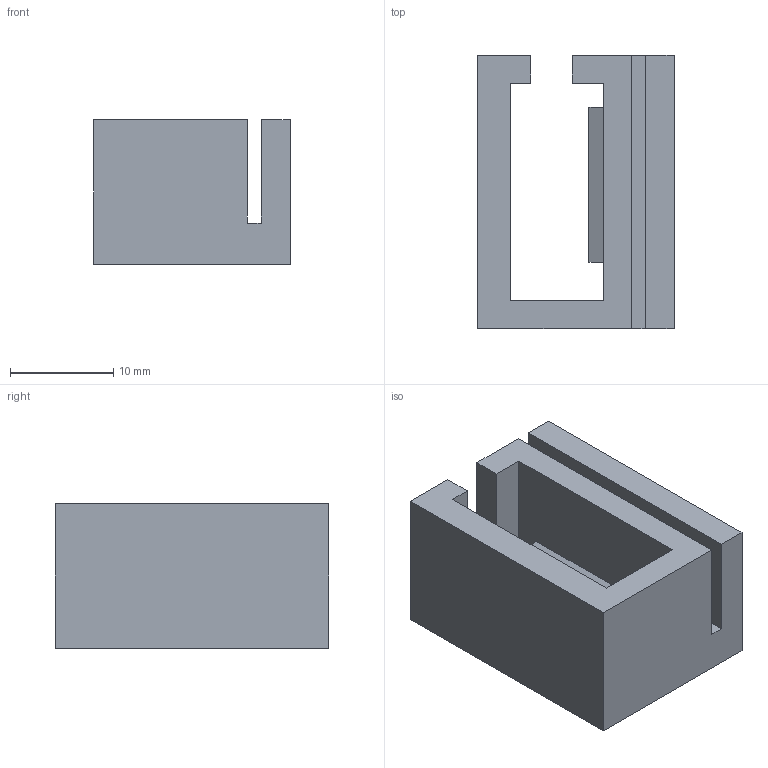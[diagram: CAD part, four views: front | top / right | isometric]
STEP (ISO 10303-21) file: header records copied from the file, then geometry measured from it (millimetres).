
FILE_DESCRIPTION(('STEP AP203'), '1');
FILE_NAME('Sliders', '', ('UNSPECIFIED'), ('UNSPECIFIED'), 'C3D Converter', 'C3D Toolkit', '');
FILE_SCHEMA(('CONFIG_CONTROL_DESIGN'));
Length unit declared in the file: millimetre
Bounding box: 19 x 26.4 x 14 mm (x, y, z)
Volume: 3837 mm3; surface area: 3253.9 mm2
Topology: 1 solids, 1 shells, 28 faces, 69 edges, 46 vertices
Faces by surface type: plane 24, cylinder 4
Full cylindrical faces by diameter (mm): 2 x4
Entity records: 1068 total; most frequent: CARTESIAN_POINT 140, DIRECTION 131, ORIENTED_EDGE 130, EDGE_CURVE 65, LINE 57, VECTOR 57, VERTEX_POINT 46, EDGE_LOOP 39
